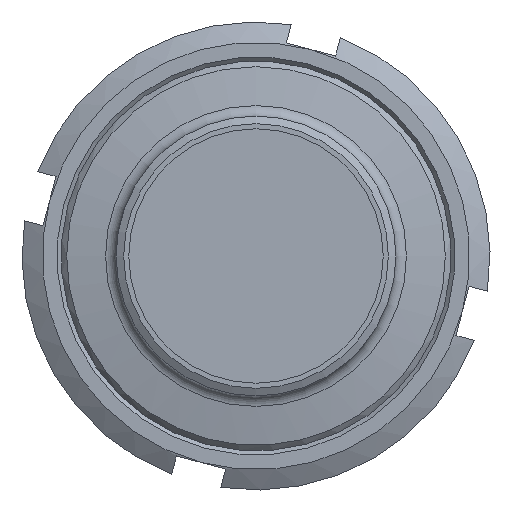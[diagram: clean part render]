
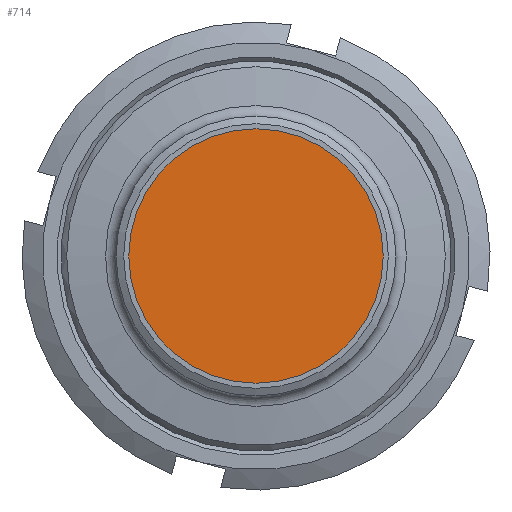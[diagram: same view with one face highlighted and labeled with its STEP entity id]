
A CAD part, left-side view. The second image highlights one B-rep face of the part: STEP entity #714.
In plain terms, the highlighted planar face has unit normal (-1, 0, 0).
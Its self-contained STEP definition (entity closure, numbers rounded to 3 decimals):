
#80=PLANE('',#778);
#149=FACE_OUTER_BOUND('',#207,.T.);
#207=EDGE_LOOP('',(#478));
#276=CIRCLE('',#777,25.);
#317=VERTEX_POINT('',#1079);
#382=EDGE_CURVE('',#317,#317,#276,.T.);
#478=ORIENTED_EDGE('',*,*,#382,.T.);
#714=ADVANCED_FACE('',(#149),#80,.T.);
#777=AXIS2_PLACEMENT_3D('',#1080,#885,#886);
#778=AXIS2_PLACEMENT_3D('',#1081,#887,#888);
#885=DIRECTION('center_axis',(-1.,0.,0.));
#886=DIRECTION('ref_axis',(0.,1.,0.));
#887=DIRECTION('center_axis',(-1.,0.,0.));
#888=DIRECTION('ref_axis',(0.,-0.997,-0.074));
#1079=CARTESIAN_POINT('',(-7.,25.,0.));
#1080=CARTESIAN_POINT('Origin',(-7.,0.,0.));
#1081=CARTESIAN_POINT('Origin',(-7.,0.,0.));
